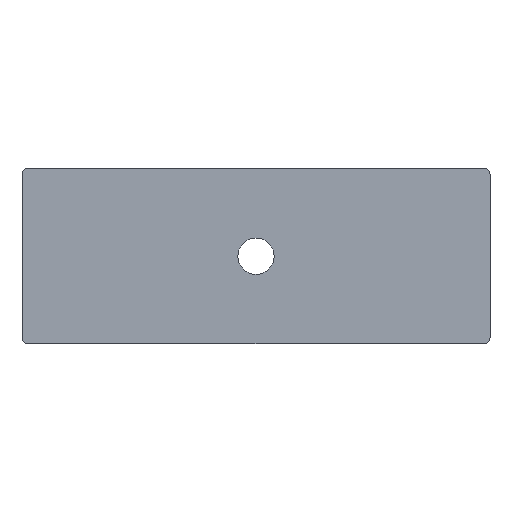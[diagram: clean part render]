
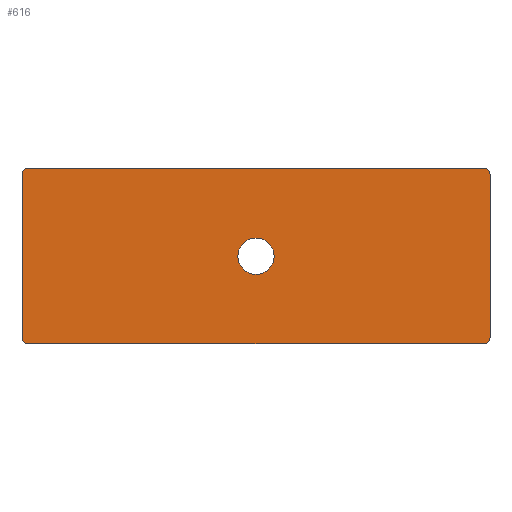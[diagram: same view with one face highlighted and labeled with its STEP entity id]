
A CAD part, left-side view. The second image highlights one B-rep face of the part: STEP entity #616.
In plain terms, the highlighted planar face has unit normal (-1, 0, 0).
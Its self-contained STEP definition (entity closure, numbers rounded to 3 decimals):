
#40 = ORIENTED_EDGE ( 'NONE', *, *, #860, .T. ) ;
#47 = CARTESIAN_POINT ( 'NONE',  ( 0., 0.5, 0.5 ) ) ;
#54 = ORIENTED_EDGE ( 'NONE', *, *, #390, .T. ) ;
#170 = DIRECTION ( 'NONE',  ( 0., 0., -1. ) ) ;
#199 = CIRCLE ( 'NONE', #2356, 1.55 ) ;
#234 = DIRECTION ( 'NONE',  ( -1., 0., 0. ) ) ;
#264 = CARTESIAN_POINT ( 'NONE',  ( 0., 0.5, 15. ) ) ;
#308 = EDGE_CURVE ( 'NONE', #1015, #1829, #421, .T. ) ;
#316 = EDGE_CURVE ( 'NONE', #642, #1050, #1133, .T. ) ;
#324 = CIRCLE ( 'NONE', #957, 0.5 ) ;
#373 = ORIENTED_EDGE ( 'NONE', *, *, #2032, .F. ) ;
#390 = EDGE_CURVE ( 'NONE', #1981, #443, #1781, .T. ) ;
#400 = ORIENTED_EDGE ( 'NONE', *, *, #581, .F. ) ;
#421 = CIRCLE ( 'NONE', #803, 1.55 ) ;
#439 = DIRECTION ( 'NONE',  ( 0., 0., -1. ) ) ;
#443 = VERTEX_POINT ( 'NONE', #1033 ) ;
#451 = PLANE ( 'NONE',  #2025 ) ;
#475 = CARTESIAN_POINT ( 'NONE',  ( 0., 0., 14.5 ) ) ;
#517 = CARTESIAN_POINT ( 'NONE',  ( 0., 0.5, 0. ) ) ;
#581 = EDGE_CURVE ( 'NONE', #2361, #1050, #1652, .T. ) ;
#604 = CARTESIAN_POINT ( 'NONE',  ( 0., 39.5, 0. ) ) ;
#616 = ADVANCED_FACE ( 'NONE', ( #1070, #2037 ), #451, .F. ) ;
#642 = VERTEX_POINT ( 'NONE', #475 ) ;
#685 = CARTESIAN_POINT ( 'NONE',  ( 0., 20., 7.48 ) ) ;
#766 = DIRECTION ( 'NONE',  ( 0., 0., 1. ) ) ;
#783 = VECTOR ( 'NONE', #2071, 1000. ) ;
#803 = AXIS2_PLACEMENT_3D ( 'NONE', #2534, #1339, #766 ) ;
#816 = ORIENTED_EDGE ( 'NONE', *, *, #1723, .T. ) ;
#839 = LINE ( 'NONE', #1021, #1461 ) ;
#860 = EDGE_CURVE ( 'NONE', #443, #2328, #1417, .T. ) ;
#885 = CARTESIAN_POINT ( 'NONE',  ( 0., 0., 15. ) ) ;
#896 = DIRECTION ( 'NONE',  ( 1., 0., 0. ) ) ;
#928 = CARTESIAN_POINT ( 'NONE',  ( 0., 0.5, 14.5 ) ) ;
#957 = AXIS2_PLACEMENT_3D ( 'NONE', #47, #1816, #1067 ) ;
#983 = CARTESIAN_POINT ( 'NONE',  ( 0., 39.5, 0.5 ) ) ;
#991 = CIRCLE ( 'NONE', #1662, 0.5 ) ;
#1000 = VECTOR ( 'NONE', #1674, 1000. ) ;
#1011 = VECTOR ( 'NONE', #1514, 1000. ) ;
#1015 = VERTEX_POINT ( 'NONE', #1832 ) ;
#1021 = CARTESIAN_POINT ( 'NONE',  ( 0., 0., 15. ) ) ;
#1033 = CARTESIAN_POINT ( 'NONE',  ( 0., 40., 0.5 ) ) ;
#1050 = VERTEX_POINT ( 'NONE', #264 ) ;
#1056 = EDGE_CURVE ( 'NONE', #1924, #2451, #324, .T. ) ;
#1061 = ORIENTED_EDGE ( 'NONE', *, *, #316, .T. ) ;
#1067 = DIRECTION ( 'NONE',  ( 0., 0., -1. ) ) ;
#1070 = FACE_BOUND ( 'NONE', #1431, .T. ) ;
#1111 = EDGE_CURVE ( 'NONE', #1829, #1015, #199, .T. ) ;
#1133 = CIRCLE ( 'NONE', #1474, 0.5 ) ;
#1136 = CARTESIAN_POINT ( 'NONE',  ( 0., 40., 15. ) ) ;
#1210 = EDGE_LOOP ( 'NONE', ( #1615, #1320, #373, #1061, #400, #816, #54, #40 ) ) ;
#1267 = DIRECTION ( 'NONE',  ( 0., 0., -1. ) ) ;
#1275 = LINE ( 'NONE', #2100, #1000 ) ;
#1320 = ORIENTED_EDGE ( 'NONE', *, *, #1056, .T. ) ;
#1339 = DIRECTION ( 'NONE',  ( -1., 0., 0. ) ) ;
#1406 = CARTESIAN_POINT ( 'NONE',  ( 0., 39.5, 15. ) ) ;
#1417 = CIRCLE ( 'NONE', #1831, 0.5 ) ;
#1419 = DIRECTION ( 'NONE',  ( 0., 0., -1. ) ) ;
#1431 = EDGE_LOOP ( 'NONE', ( #2073, #2038 ) ) ;
#1461 = VECTOR ( 'NONE', #439, 1000. ) ;
#1474 = AXIS2_PLACEMENT_3D ( 'NONE', #928, #2148, #170 ) ;
#1484 = CARTESIAN_POINT ( 'NONE',  ( 0., 20., 5.93 ) ) ;
#1514 = DIRECTION ( 'NONE',  ( 0., 0., -1. ) ) ;
#1596 = DIRECTION ( 'NONE',  ( -1., 0., 0. ) ) ;
#1615 = ORIENTED_EDGE ( 'NONE', *, *, #1879, .T. ) ;
#1652 = LINE ( 'NONE', #2428, #783 ) ;
#1662 = AXIS2_PLACEMENT_3D ( 'NONE', #2101, #1833, #1267 ) ;
#1674 = DIRECTION ( 'NONE',  ( 0., -1., 0. ) ) ;
#1723 = EDGE_CURVE ( 'NONE', #2361, #1981, #991, .T. ) ;
#1781 = LINE ( 'NONE', #1136, #1011 ) ;
#1816 = DIRECTION ( 'NONE',  ( -1., 0., 0. ) ) ;
#1829 = VERTEX_POINT ( 'NONE', #1484 ) ;
#1831 = AXIS2_PLACEMENT_3D ( 'NONE', #983, #1596, #1419 ) ;
#1832 = CARTESIAN_POINT ( 'NONE',  ( 0., 20., 9.03 ) ) ;
#1833 = DIRECTION ( 'NONE',  ( -1., 0., 0. ) ) ;
#1836 = DIRECTION ( 'NONE',  ( 0., 0., -1. ) ) ;
#1879 = EDGE_CURVE ( 'NONE', #2328, #1924, #1275, .T. ) ;
#1924 = VERTEX_POINT ( 'NONE', #517 ) ;
#1979 = CARTESIAN_POINT ( 'NONE',  ( 0., 0., 0.5 ) ) ;
#1981 = VERTEX_POINT ( 'NONE', #2523 ) ;
#2025 = AXIS2_PLACEMENT_3D ( 'NONE', #885, #896, #1836 ) ;
#2032 = EDGE_CURVE ( 'NONE', #642, #2451, #839, .T. ) ;
#2037 = FACE_OUTER_BOUND ( 'NONE', #1210, .T. ) ;
#2038 = ORIENTED_EDGE ( 'NONE', *, *, #1111, .F. ) ;
#2071 = DIRECTION ( 'NONE',  ( 0., -1., 0. ) ) ;
#2073 = ORIENTED_EDGE ( 'NONE', *, *, #308, .F. ) ;
#2100 = CARTESIAN_POINT ( 'NONE',  ( 0., 0., 0. ) ) ;
#2101 = CARTESIAN_POINT ( 'NONE',  ( 0., 39.5, 14.5 ) ) ;
#2148 = DIRECTION ( 'NONE',  ( -1., 0., 0. ) ) ;
#2328 = VERTEX_POINT ( 'NONE', #604 ) ;
#2356 = AXIS2_PLACEMENT_3D ( 'NONE', #685, #234, #2425 ) ;
#2361 = VERTEX_POINT ( 'NONE', #1406 ) ;
#2425 = DIRECTION ( 'NONE',  ( 0., 0., 1. ) ) ;
#2428 = CARTESIAN_POINT ( 'NONE',  ( 0., 0., 15. ) ) ;
#2451 = VERTEX_POINT ( 'NONE', #1979 ) ;
#2523 = CARTESIAN_POINT ( 'NONE',  ( 0., 40., 14.5 ) ) ;
#2534 = CARTESIAN_POINT ( 'NONE',  ( 0., 20., 7.48 ) ) ;
